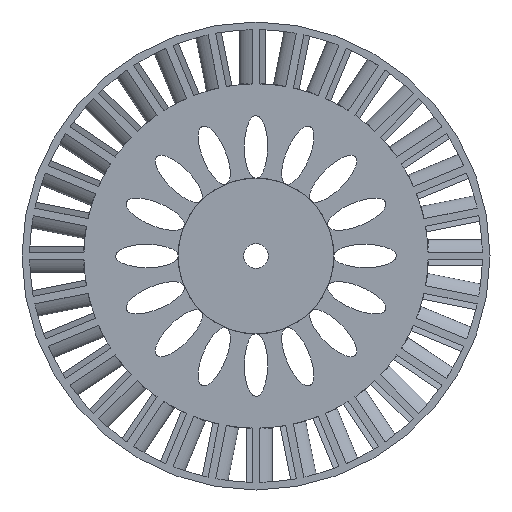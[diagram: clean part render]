
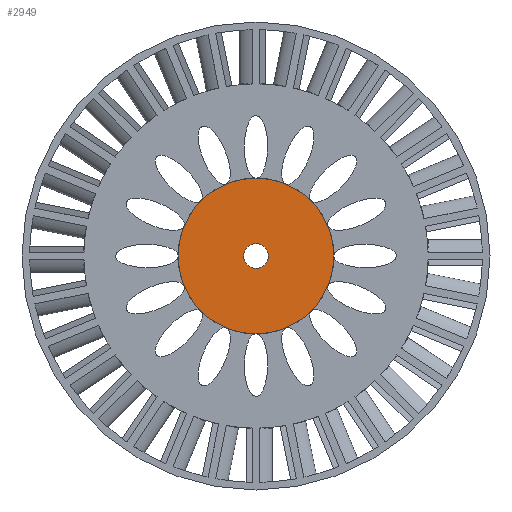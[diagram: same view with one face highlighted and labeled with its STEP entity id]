
A CAD part, front view. The second image highlights one B-rep face of the part: STEP entity #2949.
In plain terms, the highlighted planar face has unit normal (0, -1, 0).
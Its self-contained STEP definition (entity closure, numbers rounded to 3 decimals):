
#3 = EDGE_CURVE ( 'NONE', #5225, #1083, #2893, .T. ) ;
#279 = CARTESIAN_POINT ( 'NONE',  ( 0., -9.525, 0. ) ) ;
#412 = VERTEX_POINT ( 'NONE', #1129 ) ;
#575 = AXIS2_PLACEMENT_3D ( 'NONE', #660, #6000, #3275 ) ;
#660 = CARTESIAN_POINT ( 'NONE',  ( 0., -9.525, 0. ) ) ;
#829 = CARTESIAN_POINT ( 'NONE',  ( 0., -9.525, -5. ) ) ;
#946 = AXIS2_PLACEMENT_3D ( 'NONE', #1421, #2508, #1456 ) ;
#1083 = VERTEX_POINT ( 'NONE', #829 ) ;
#1129 = CARTESIAN_POINT ( 'NONE',  ( 0., -9.525, 31.75 ) ) ;
#1385 = DIRECTION ( 'NONE',  ( 0., 1., 0. ) ) ;
#1413 = ORIENTED_EDGE ( 'NONE', *, *, #6838, .F. ) ;
#1421 = CARTESIAN_POINT ( 'NONE',  ( 0., -9.525, 0. ) ) ;
#1456 = DIRECTION ( 'NONE',  ( 0., 0., 1. ) ) ;
#1552 = AXIS2_PLACEMENT_3D ( 'NONE', #4566, #1385, #3521 ) ;
#2216 = CIRCLE ( 'NONE', #1552, 31.75 ) ;
#2232 = FACE_OUTER_BOUND ( 'NONE', #5566, .T. ) ;
#2267 = EDGE_CURVE ( 'NONE', #412, #6512, #2216, .T. ) ;
#2508 = DIRECTION ( 'NONE',  ( 0., 1., 0. ) ) ;
#2562 = ORIENTED_EDGE ( 'NONE', *, *, #3543, .T. ) ;
#2772 = DIRECTION ( 'NONE',  ( 0., 0., 1. ) ) ;
#2858 = PLANE ( 'NONE',  #575 ) ;
#2893 = CIRCLE ( 'NONE', #4694, 5. ) ;
#2949 = ADVANCED_FACE ( 'NONE', ( #2232, #4923 ), #2858, .F. ) ;
#3141 = AXIS2_PLACEMENT_3D ( 'NONE', #279, #6748, #6214 ) ;
#3173 = ORIENTED_EDGE ( 'NONE', *, *, #2267, .F. ) ;
#3275 = DIRECTION ( 'NONE',  ( 0., 0., 1. ) ) ;
#3521 = DIRECTION ( 'NONE',  ( 0., 0., 1. ) ) ;
#3543 = EDGE_CURVE ( 'NONE', #1083, #5225, #5038, .T. ) ;
#3794 = CARTESIAN_POINT ( 'NONE',  ( 0., -9.525, -31.75 ) ) ;
#4490 = DIRECTION ( 'NONE',  ( 0., 1., 0. ) ) ;
#4566 = CARTESIAN_POINT ( 'NONE',  ( 0., -9.525, 0. ) ) ;
#4650 = CARTESIAN_POINT ( 'NONE',  ( 0., -9.525, 5. ) ) ;
#4694 = AXIS2_PLACEMENT_3D ( 'NONE', #4908, #4490, #2772 ) ;
#4908 = CARTESIAN_POINT ( 'NONE',  ( 0., -9.525, 0. ) ) ;
#4923 = FACE_BOUND ( 'NONE', #5656, .T. ) ;
#4969 = ORIENTED_EDGE ( 'NONE', *, *, #3, .T. ) ;
#5038 = CIRCLE ( 'NONE', #3141, 5. ) ;
#5225 = VERTEX_POINT ( 'NONE', #4650 ) ;
#5566 = EDGE_LOOP ( 'NONE', ( #1413, #3173 ) ) ;
#5656 = EDGE_LOOP ( 'NONE', ( #2562, #4969 ) ) ;
#6000 = DIRECTION ( 'NONE',  ( 0., 1., 0. ) ) ;
#6214 = DIRECTION ( 'NONE',  ( 0., 0., 1. ) ) ;
#6343 = CIRCLE ( 'NONE', #946, 31.75 ) ;
#6512 = VERTEX_POINT ( 'NONE', #3794 ) ;
#6748 = DIRECTION ( 'NONE',  ( 0., 1., 0. ) ) ;
#6838 = EDGE_CURVE ( 'NONE', #6512, #412, #6343, .T. ) ;
